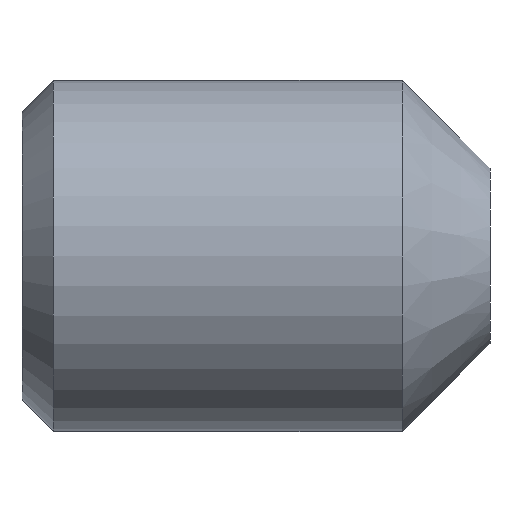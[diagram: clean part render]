
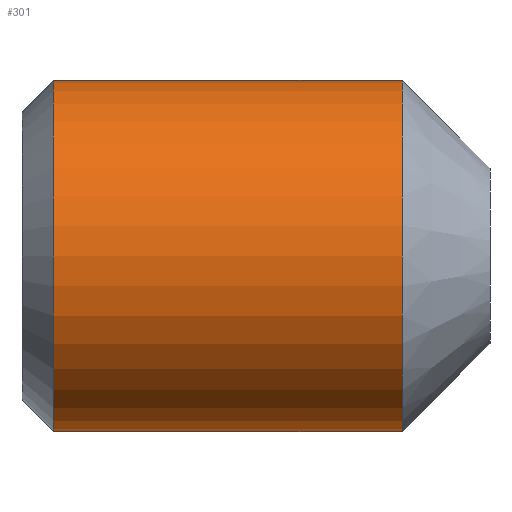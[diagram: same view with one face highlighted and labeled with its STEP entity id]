
A CAD part, front view. The second image highlights one B-rep face of the part: STEP entity #301.
In plain terms, the highlighted cylindrical face has radius 6 mm (diameter 12 mm), a full revolution.
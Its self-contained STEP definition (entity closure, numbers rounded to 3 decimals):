
#20=CYLINDRICAL_SURFACE('',#323,6.);
#77=ORIENTED_EDGE('',*,*,#124,.F.);
#78=ORIENTED_EDGE('',*,*,#123,.T.);
#123=EDGE_CURVE('',#147,#147,#159,.T.);
#124=EDGE_CURVE('',#148,#148,#160,.T.);
#147=VERTEX_POINT('',#416);
#148=VERTEX_POINT('',#419);
#159=CIRCLE('',#322,6.);
#160=CIRCLE('',#324,6.);
#168=EDGE_LOOP('',(#77));
#169=EDGE_LOOP('',(#78));
#188=FACE_BOUND('',#168,.T.);
#189=FACE_BOUND('',#169,.T.);
#301=ADVANCED_FACE('',(#188,#189),#20,.T.);
#322=AXIS2_PLACEMENT_3D('',#415,#355,#356);
#323=AXIS2_PLACEMENT_3D('',#417,#357,#358);
#324=AXIS2_PLACEMENT_3D('',#418,#359,#360);
#355=DIRECTION('',(1.,0.,0.));
#356=DIRECTION('',(0.,0.,-1.));
#357=DIRECTION('',(1.,0.,0.));
#358=DIRECTION('',(0.,0.,-1.));
#359=DIRECTION('',(1.,0.,0.));
#360=DIRECTION('',(0.,0.,-1.));
#415=CARTESIAN_POINT('',(1.074,0.,0.));
#416=CARTESIAN_POINT('',(1.074,0.,-6.));
#417=CARTESIAN_POINT('',(16.,0.,0.));
#418=CARTESIAN_POINT('',(13.,0.,0.));
#419=CARTESIAN_POINT('',(13.,0.,-6.));
